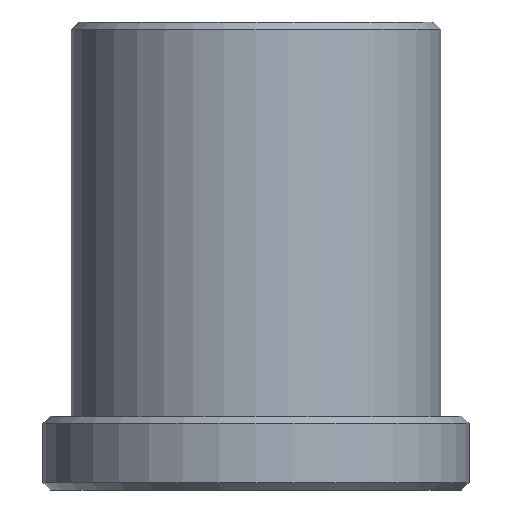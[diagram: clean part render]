
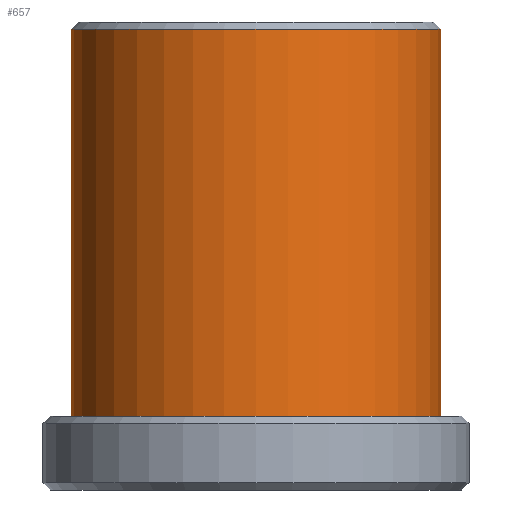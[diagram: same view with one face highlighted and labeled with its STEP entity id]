
A CAD part, front view. The second image highlights one B-rep face of the part: STEP entity #657.
In plain terms, the highlighted cylindrical face has radius 7.5 mm (diameter 15 mm), a partial arc.
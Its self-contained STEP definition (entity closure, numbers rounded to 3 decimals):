
#86 = ORIENTED_EDGE ( 'NONE', *, *, #918, .F. ) ;
#104 = EDGE_CURVE ( 'NONE', #935, #767, #1102, .T. ) ;
#118 = CARTESIAN_POINT ( 'NONE',  ( -7.5, 0., 3. ) ) ;
#147 = DIRECTION ( 'NONE',  ( 0., 0., -1. ) ) ;
#162 = ORIENTED_EDGE ( 'NONE', *, *, #802, .F. ) ;
#229 = LINE ( 'NONE', #814, #765 ) ;
#239 = CARTESIAN_POINT ( 'NONE',  ( 0., 0., 19. ) ) ;
#329 = VERTEX_POINT ( 'NONE', #118 ) ;
#408 = CYLINDRICAL_SURFACE ( 'NONE', #946, 7.5 ) ;
#463 = DIRECTION ( 'NONE',  ( 0., 0., -1. ) ) ;
#585 = CARTESIAN_POINT ( 'NONE',  ( 7.5, 0., 18.7 ) ) ;
#592 = EDGE_LOOP ( 'NONE', ( #86, #906, #1395, #162 ) ) ;
#601 = CIRCLE ( 'NONE', #1094, 7.5 ) ;
#616 = CARTESIAN_POINT ( 'NONE',  ( 0., 0., 3. ) ) ;
#619 = DIRECTION ( 'NONE',  ( 1., 0., 0. ) ) ;
#624 = DIRECTION ( 'NONE',  ( 0., 0., -1. ) ) ;
#630 = CARTESIAN_POINT ( 'NONE',  ( 0., 0., 18.7 ) ) ;
#636 = CARTESIAN_POINT ( 'NONE',  ( -7.5, 0., 19. ) ) ;
#657 = ADVANCED_FACE ( 'NONE', ( #1009 ), #408, .T. ) ;
#728 = DIRECTION ( 'NONE',  ( -1., 0., 0. ) ) ;
#765 = VECTOR ( 'NONE', #147, 1000. ) ;
#767 = VERTEX_POINT ( 'NONE', #830 ) ;
#802 = EDGE_CURVE ( 'NONE', #1140, #329, #601, .T. ) ;
#814 = CARTESIAN_POINT ( 'NONE',  ( 7.5, 0., 19. ) ) ;
#830 = CARTESIAN_POINT ( 'NONE',  ( -7.5, 0., 18.7 ) ) ;
#869 = LINE ( 'NONE', #636, #1430 ) ;
#906 = ORIENTED_EDGE ( 'NONE', *, *, #104, .T. ) ;
#908 = DIRECTION ( 'NONE',  ( -1., 0., 0. ) ) ;
#918 = EDGE_CURVE ( 'NONE', #935, #1140, #229, .T. ) ;
#935 = VERTEX_POINT ( 'NONE', #585 ) ;
#946 = AXIS2_PLACEMENT_3D ( 'NONE', #239, #463, #908 ) ;
#1009 = FACE_OUTER_BOUND ( 'NONE', #592, .T. ) ;
#1040 = AXIS2_PLACEMENT_3D ( 'NONE', #630, #624, #619 ) ;
#1079 = CARTESIAN_POINT ( 'NONE',  ( 7.5, 0., 3. ) ) ;
#1094 = AXIS2_PLACEMENT_3D ( 'NONE', #616, #1404, #728 ) ;
#1102 = CIRCLE ( 'NONE', #1040, 7.5 ) ;
#1140 = VERTEX_POINT ( 'NONE', #1079 ) ;
#1161 = EDGE_CURVE ( 'NONE', #767, #329, #869, .T. ) ;
#1306 = DIRECTION ( 'NONE',  ( 0., 0., -1. ) ) ;
#1395 = ORIENTED_EDGE ( 'NONE', *, *, #1161, .T. ) ;
#1404 = DIRECTION ( 'NONE',  ( 0., 0., -1. ) ) ;
#1430 = VECTOR ( 'NONE', #1306, 1000. ) ;
